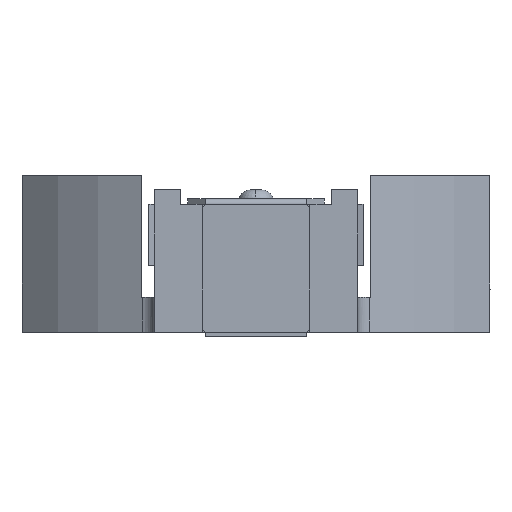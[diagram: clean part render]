
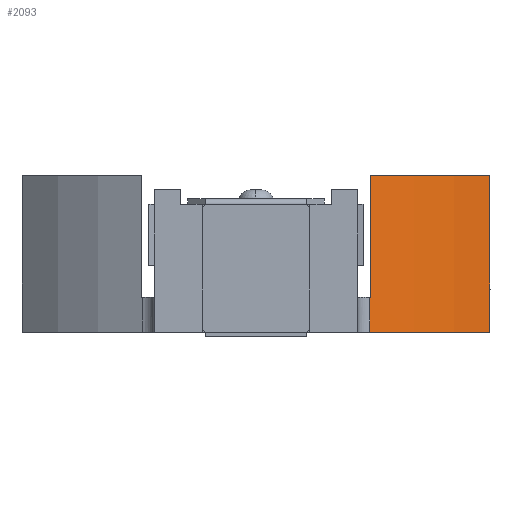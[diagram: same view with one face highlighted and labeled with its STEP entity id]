
A CAD part, left-side view. The second image highlights one B-rep face of the part: STEP entity #2093.
In plain terms, the highlighted cylindrical face has radius 11 mm (diameter 22 mm), a partial arc.
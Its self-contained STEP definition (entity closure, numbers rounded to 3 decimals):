
#294 = VERTEX_POINT ( 'NONE', #10289 ) ;
#666 = CARTESIAN_POINT ( 'NONE',  ( -8.655, -6.84, 5.55 ) ) ;
#721 = CARTESIAN_POINT ( 'NONE',  ( -7.497, -8.05, 5.55 ) ) ;
#855 = CARTESIAN_POINT ( 'NONE',  ( -10.278, -3.918, 0.15 ) ) ;
#909 = EDGE_CURVE ( 'NONE', #2742, #8015, #9535, .T. ) ;
#953 = CARTESIAN_POINT ( 'NONE',  ( 0., 0., 5.55 ) ) ;
#1075 = B_SPLINE_CURVE_WITH_KNOTS ( 'NONE', 3,
 ( #7309, #9109, #8220, #2655 ),
 .UNSPECIFIED., .F., .F.,
 ( 4, 4 ),
 ( 0., 1. ),
 .UNSPECIFIED. ) ;
#1120 = CARTESIAN_POINT ( 'NONE',  ( -7.497, -8.05, 3.75 ) ) ;
#1215 = VERTEX_POINT ( 'NONE', #11441 ) ;
#1642 = CARTESIAN_POINT ( 'NONE',  ( -9.978, -4.706, 5.55 ) ) ;
#1670 = CIRCLE ( 'NONE', #8606, 11. ) ;
#2093 = ADVANCED_FACE ( 'NONE', ( #4545 ), #11580, .T. ) ;
#2305 = EDGE_CURVE ( 'NONE', #8015, #5225, #1075, .T. ) ;
#2655 = CARTESIAN_POINT ( 'NONE',  ( -10.278, -3.918, 1.35 ) ) ;
#2688 = EDGE_LOOP ( 'NONE', ( #6942, #10551, #6730, #11062, #6128, #2692 ) ) ;
#2692 = ORIENTED_EDGE ( 'NONE', *, *, #5321, .T. ) ;
#2719 = CARTESIAN_POINT ( 'NONE',  ( -10.278, -3.918, 0.95 ) ) ;
#2742 = VERTEX_POINT ( 'NONE', #8176 ) ;
#3152 = DIRECTION ( 'NONE',  ( 0., 0., 1. ) ) ;
#3981 = CARTESIAN_POINT ( 'NONE',  ( -10.278, -3.918, 1.35 ) ) ;
#4131 = CARTESIAN_POINT ( 'NONE',  ( -10.276, -3.925, 1.35 ) ) ;
#4431 = CARTESIAN_POINT ( 'NONE',  ( -8.108, -7.48, 5.55 ) ) ;
#4545 = FACE_OUTER_BOUND ( 'NONE', #2688, .T. ) ;
#5225 = VERTEX_POINT ( 'NONE', #3981 ) ;
#5321 = EDGE_CURVE ( 'NONE', #294, #1215, #1670, .T. ) ;
#5466 = CARTESIAN_POINT ( 'NONE',  ( -10.276, -3.925, 2.75 ) ) ;
#5517 = CARTESIAN_POINT ( 'NONE',  ( -10.276, -3.925, 4.15 ) ) ;
#5689 = CARTESIAN_POINT ( 'NONE',  ( -10.276, -3.925, 5.55 ) ) ;
#5737 = CARTESIAN_POINT ( 'NONE',  ( -10.276, -3.925, 1.35 ) ) ;
#5809 = CARTESIAN_POINT ( 'NONE',  ( -7.497, -8.05, 0.15 ) ) ;
#6128 = ORIENTED_EDGE ( 'NONE', *, *, #9419, .T. ) ;
#6475 = CARTESIAN_POINT ( 'NONE',  ( -10.278, -3.918, 0.55 ) ) ;
#6535 = DIRECTION ( 'NONE',  ( 0., -1., 0. ) ) ;
#6730 = ORIENTED_EDGE ( 'NONE', *, *, #909, .T. ) ;
#6942 = ORIENTED_EDGE ( 'NONE', *, *, #11535, .T. ) ;
#7095 = VERTEX_POINT ( 'NONE', #721 ) ;
#7233 = CARTESIAN_POINT ( 'NONE',  ( -9.59, -5.453, 5.55 ) ) ;
#7309 = CARTESIAN_POINT ( 'NONE',  ( -10.276, -3.925, 1.35 ) ) ;
#7662 = CARTESIAN_POINT ( 'NONE',  ( -7.497, -8.05, 5.55 ) ) ;
#7745 = B_SPLINE_CURVE_WITH_KNOTS ( 'NONE', 3,
 ( #5809, #11299, #1120, #7662 ),
 .UNSPECIFIED., .F., .F.,
 ( 4, 4 ),
 ( 0., 1. ),
 .UNSPECIFIED. ) ;
#8015 = VERTEX_POINT ( 'NONE', #4131 ) ;
#8161 = CARTESIAN_POINT ( 'NONE',  ( -10.276, -3.925, 5.55 ) ) ;
#8176 = CARTESIAN_POINT ( 'NONE',  ( -10.276, -3.925, 5.55 ) ) ;
#8220 = CARTESIAN_POINT ( 'NONE',  ( -10.278, -3.921, 1.35 ) ) ;
#8606 = AXIS2_PLACEMENT_3D ( 'NONE', #8726, #3152, #9661 ) ;
#8726 = CARTESIAN_POINT ( 'NONE',  ( 0., 0., 0.15 ) ) ;
#8775 = B_SPLINE_CURVE_WITH_KNOTS ( 'NONE', 3,
 ( #11042, #2719, #6475, #855 ),
 .UNSPECIFIED., .F., .F.,
 ( 4, 4 ),
 ( 0., 1. ),
 .UNSPECIFIED. ) ;
#9109 = CARTESIAN_POINT ( 'NONE',  ( -10.277, -3.923, 1.35 ) ) ;
#9419 = EDGE_CURVE ( 'NONE', #5225, #294, #8775, .T. ) ;
#9529 = B_SPLINE_CURVE_WITH_KNOTS ( 'NONE', 3,
 ( #11774, #4431, #666, #7233, #1642, #8161 ),
 .UNSPECIFIED., .F., .F.,
 ( 4, 2, 4 ),
 ( 0., 0.5, 1. ),
 .UNSPECIFIED. ) ;
#9535 = B_SPLINE_CURVE_WITH_KNOTS ( 'NONE', 3,
 ( #5689, #5517, #5466, #5737 ),
 .UNSPECIFIED., .F., .F.,
 ( 4, 4 ),
 ( 0., 1. ),
 .UNSPECIFIED. ) ;
#9661 = DIRECTION ( 'NONE',  ( 0., -1., 0. ) ) ;
#10269 = AXIS2_PLACEMENT_3D ( 'NONE', #953, #11136, #6535 ) ;
#10289 = CARTESIAN_POINT ( 'NONE',  ( -10.278, -3.918, 0.15 ) ) ;
#10551 = ORIENTED_EDGE ( 'NONE', *, *, #10828, .T. ) ;
#10828 = EDGE_CURVE ( 'NONE', #7095, #2742, #9529, .T. ) ;
#11042 = CARTESIAN_POINT ( 'NONE',  ( -10.278, -3.918, 1.35 ) ) ;
#11062 = ORIENTED_EDGE ( 'NONE', *, *, #2305, .T. ) ;
#11136 = DIRECTION ( 'NONE',  ( 0., 0., 1. ) ) ;
#11299 = CARTESIAN_POINT ( 'NONE',  ( -7.497, -8.05, 1.95 ) ) ;
#11441 = CARTESIAN_POINT ( 'NONE',  ( -7.497, -8.05, 0.15 ) ) ;
#11535 = EDGE_CURVE ( 'NONE', #1215, #7095, #7745, .T. ) ;
#11580 = CYLINDRICAL_SURFACE ( 'NONE', #10269, 11. ) ;
#11774 = CARTESIAN_POINT ( 'NONE',  ( -7.497, -8.05, 5.55 ) ) ;
